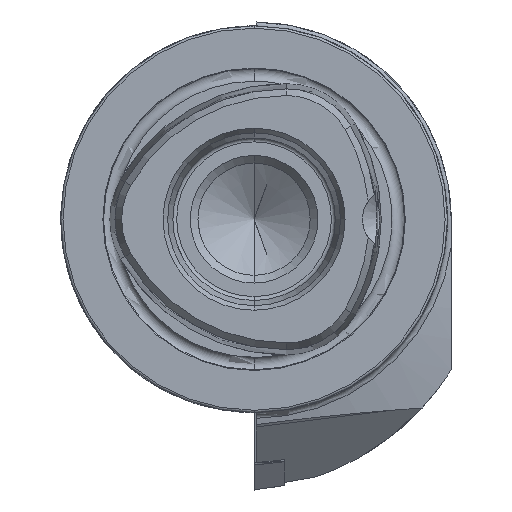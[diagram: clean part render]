
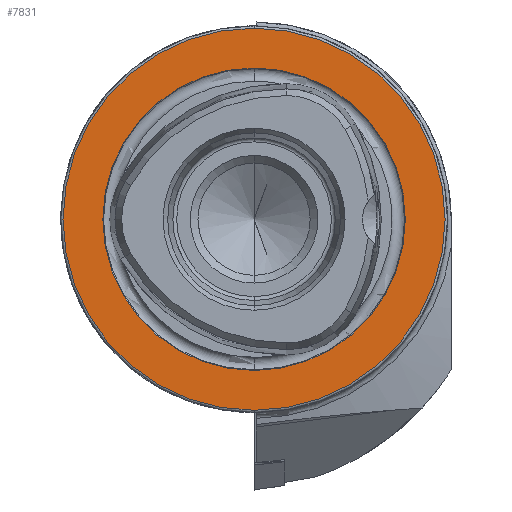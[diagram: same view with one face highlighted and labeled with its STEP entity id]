
A CAD part, left-side view. The second image highlights one B-rep face of the part: STEP entity #7831.
In plain terms, the highlighted planar face has unit normal (-1, 0, 0).
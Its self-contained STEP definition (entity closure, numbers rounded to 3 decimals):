
#10 = EDGE_CURVE ( 'NONE', #4396, #4395, #5300, .T. ) ;
#11 = EDGE_CURVE ( 'NONE', #4393, #4391, #5301, .T. ) ;
#447 = AXIS2_PLACEMENT_3D ( 'NONE', #2480, #2481, #2482 ) ;
#450 = AXIS2_PLACEMENT_3D ( 'NONE', #2490, #2491, #2492 ) ;
#2480 = CARTESIAN_POINT ( 'NONE',  ( 0., 0., 0. ) ) ;
#2481 = DIRECTION ( 'NONE',  ( -1., 0., 0. ) ) ;
#2482 = DIRECTION ( 'NONE',  ( 0., 0., 1. ) ) ;
#2490 = CARTESIAN_POINT ( 'NONE',  ( 0., 0., 0. ) ) ;
#2491 = DIRECTION ( 'NONE',  ( -1., 0., 0. ) ) ;
#2492 = DIRECTION ( 'NONE',  ( 0., 0., 1. ) ) ;
#3059 = CIRCLE ( 'NONE', #447, 19.55 ) ;
#3065 = CIRCLE ( 'NONE', #450, 24.7 ) ;
#3856 = EDGE_CURVE ( 'NONE', #4391, #4393, #3059, .T. ) ;
#3860 = EDGE_CURVE ( 'NONE', #4395, #4396, #3065, .T. ) ;
#4083 = ORIENTED_EDGE ( 'NONE', *, *, #11, .F. ) ;
#4084 = ORIENTED_EDGE ( 'NONE', *, *, #3856, .F. ) ;
#4085 = ORIENTED_EDGE ( 'NONE', *, *, #3860, .T. ) ;
#4086 = ORIENTED_EDGE ( 'NONE', *, *, #10, .T. ) ;
#4391 = VERTEX_POINT ( 'NONE', #6167 ) ;
#4393 = VERTEX_POINT ( 'NONE', #6169 ) ;
#4395 = VERTEX_POINT ( 'NONE', #6171 ) ;
#4396 = VERTEX_POINT ( 'NONE', #6172 ) ;
#5300 = CIRCLE ( 'NONE', #6759, 24.7 ) ;
#5301 = CIRCLE ( 'NONE', #6761, 19.55 ) ;
#6167 = CARTESIAN_POINT ( 'NONE',  ( 0., 0., -19.55 ) ) ;
#6169 = CARTESIAN_POINT ( 'NONE',  ( 0., 0., 19.55 ) ) ;
#6171 = CARTESIAN_POINT ( 'NONE',  ( 0., 0., 24.7 ) ) ;
#6172 = CARTESIAN_POINT ( 'NONE',  ( 0., 0., -24.7 ) ) ;
#6563 = AXIS2_PLACEMENT_3D ( 'NONE', #8213, #8218, #8219 ) ;
#6759 = AXIS2_PLACEMENT_3D ( 'NONE', #7204, #7205, #7206 ) ;
#6761 = AXIS2_PLACEMENT_3D ( 'NONE', #7207, #7208, #7209 ) ;
#6909 = EDGE_LOOP ( 'NONE', ( #4083, #4084 ) ) ;
#6931 = EDGE_LOOP ( 'NONE', ( #4085, #4086 ) ) ;
#7204 = CARTESIAN_POINT ( 'NONE',  ( 0., 0., 0. ) ) ;
#7205 = DIRECTION ( 'NONE',  ( -1., 0., 0. ) ) ;
#7206 = DIRECTION ( 'NONE',  ( 0., 0., 1. ) ) ;
#7207 = CARTESIAN_POINT ( 'NONE',  ( 0., 0., 0. ) ) ;
#7208 = DIRECTION ( 'NONE',  ( -1., 0., 0. ) ) ;
#7209 = DIRECTION ( 'NONE',  ( 0., 0., 1. ) ) ;
#7831 = ADVANCED_FACE ( 'NONE', ( #8316, #8311 ), #8216, .F. ) ;
#8213 = CARTESIAN_POINT ( 'NONE',  ( 0., 19.55, 0. ) ) ;
#8216 = PLANE ( 'NONE',  #6563 ) ;
#8218 = DIRECTION ( 'NONE',  ( 1., 0., 0. ) ) ;
#8219 = DIRECTION ( 'NONE',  ( 0., 0., -1. ) ) ;
#8311 = FACE_OUTER_BOUND ( 'NONE', #6931, .T. ) ;
#8316 = FACE_BOUND ( 'NONE', #6909, .T. ) ;
